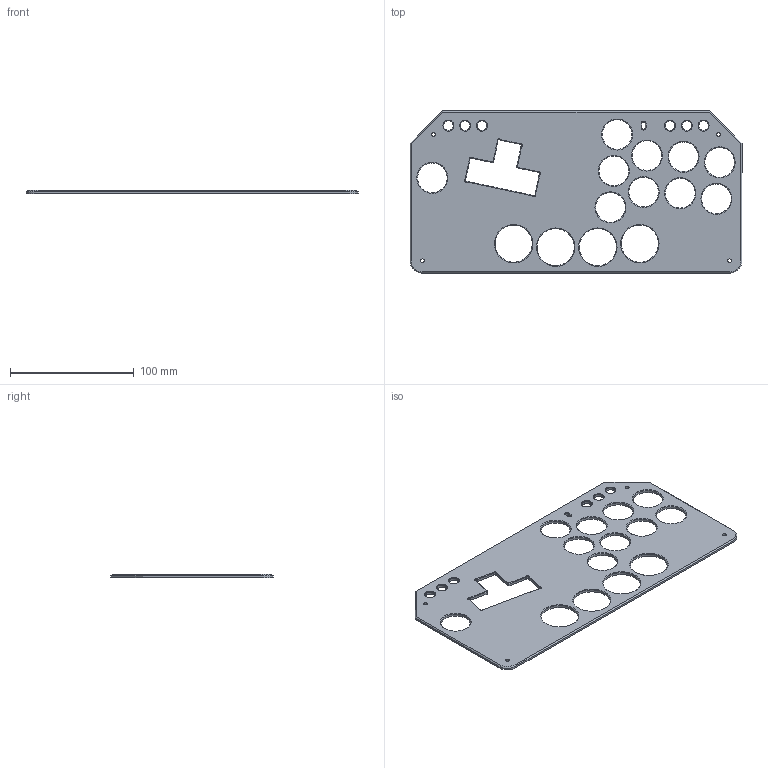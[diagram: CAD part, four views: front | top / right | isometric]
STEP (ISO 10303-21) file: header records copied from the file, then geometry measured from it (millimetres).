
FILE_DESCRIPTION (( 'STEP AP203' ), '1' );
FILE_NAME ('splitfox-top-m.STEP', '2025-03-10T22:57:39', ( '' ), ( '' ), 'SwSTEP 2.0', 'SolidWorks 2020', '' );
FILE_SCHEMA (( 'CONFIG_CONTROL_DESIGN' ));
Length unit declared in the file: millimetre
Products named in the file (1): splitfox-top-m
Bounding box: 267.76 x 130.95 x 2.5 mm (x, y, z)
Volume: 62449.7 mm3; surface area: 55241.6 mm2
Topology: 1 solids, 1 shells, 181 faces, 453 edges, 274 vertices
Faces by surface type: cylinder 78, cone 69, plane 34
Entity records: 5582 total; most frequent: DIRECTION 1043, CARTESIAN_POINT 909, ORIENTED_EDGE 906, EDGE_CURVE 453, AXIS2_PLACEMENT_3D 408, VERTEX_POINT 274, EDGE_LOOP 233, VECTOR 227
